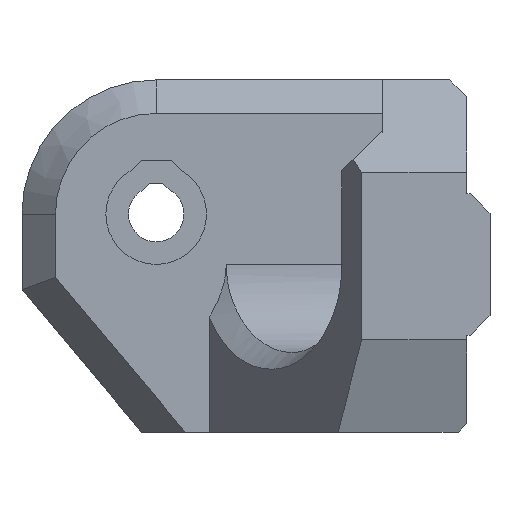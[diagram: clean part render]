
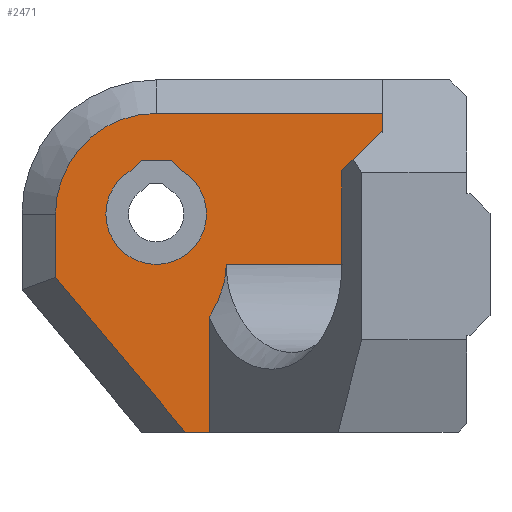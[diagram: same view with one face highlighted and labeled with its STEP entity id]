
A CAD part, front view. The second image highlights one B-rep face of the part: STEP entity #2471.
In plain terms, the highlighted planar face has unit normal (0, -1, 0).
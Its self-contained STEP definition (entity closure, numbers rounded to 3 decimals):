
#22=FACE_BOUND('',#316,.T.);
#33=B_SPLINE_CURVE_WITH_KNOTS('',3,(#3779,#3780,#3781,#3782,#3783,#3784,
#3785,#3786,#3787,#3788,#3789,#3790,#3791,#3792),.UNSPECIFIED.,.F.,.F.,
(4,2,2,2,2,2,4),(0.,0.04,0.162,0.298,
0.318,0.328,0.334),.UNSPECIFIED.);
#47=CIRCLE('',#2641,6.);
#48=CIRCLE('',#2644,3.);
#171=FACE_OUTER_BOUND('',#315,.T.);
#315=EDGE_LOOP('',(#2009,#2010,#2011,#2012,#2013,#2014,#2015,#2016,#2017));
#316=EDGE_LOOP('',(#2018,#2019,#2020,#2021));
#523=LINE('',#3813,#837);
#544=LINE('',#3856,#858);
#590=LINE('',#3949,#904);
#600=LINE('',#3971,#914);
#602=LINE('',#3975,#916);
#607=LINE('',#3987,#921);
#608=LINE('',#3989,#922);
#609=LINE('',#3994,#923);
#610=LINE('',#3996,#924);
#611=LINE('',#3997,#925);
#837=VECTOR('',#2997,10.);
#858=VECTOR('',#3028,10.);
#904=VECTOR('',#3100,10.);
#914=VECTOR('',#3128,10.);
#916=VECTOR('',#3132,10.);
#921=VECTOR('',#3145,10.);
#922=VECTOR('',#3148,10.);
#923=VECTOR('',#3151,10.);
#924=VECTOR('',#3152,10.);
#925=VECTOR('',#3153,10.);
#1112=VERTEX_POINT('',#3777);
#1113=VERTEX_POINT('',#3778);
#1115=VERTEX_POINT('',#3811);
#1131=VERTEX_POINT('',#3853);
#1132=VERTEX_POINT('',#3855);
#1169=VERTEX_POINT('',#3970);
#1170=VERTEX_POINT('',#3974);
#1172=VERTEX_POINT('',#3980);
#1173=VERTEX_POINT('',#3985);
#1174=VERTEX_POINT('',#3990);
#1175=VERTEX_POINT('',#3991);
#1176=VERTEX_POINT('',#3993);
#1177=VERTEX_POINT('',#3995);
#1382=EDGE_CURVE('',#1112,#1113,#33,.F.);
#1387=EDGE_CURVE('',#1115,#1112,#523,.T.);
#1408=EDGE_CURVE('',#1131,#1132,#544,.T.);
#1457=EDGE_CURVE('',#1131,#1113,#590,.T.);
#1468=EDGE_CURVE('',#1132,#1169,#600,.T.);
#1470=EDGE_CURVE('',#1169,#1170,#602,.T.);
#1475=EDGE_CURVE('',#1170,#1172,#47,.T.);
#1477=EDGE_CURVE('',#1172,#1173,#607,.T.);
#1478=EDGE_CURVE('',#1115,#1173,#608,.T.);
#1479=EDGE_CURVE('',#1174,#1175,#48,.T.);
#1480=EDGE_CURVE('',#1175,#1176,#609,.T.);
#1481=EDGE_CURVE('',#1176,#1177,#610,.T.);
#1482=EDGE_CURVE('',#1177,#1174,#611,.T.);
#2009=ORIENTED_EDGE('',*,*,#1477,.F.);
#2010=ORIENTED_EDGE('',*,*,#1475,.F.);
#2011=ORIENTED_EDGE('',*,*,#1470,.F.);
#2012=ORIENTED_EDGE('',*,*,#1468,.F.);
#2013=ORIENTED_EDGE('',*,*,#1408,.F.);
#2014=ORIENTED_EDGE('',*,*,#1457,.T.);
#2015=ORIENTED_EDGE('',*,*,#1382,.F.);
#2016=ORIENTED_EDGE('',*,*,#1387,.F.);
#2017=ORIENTED_EDGE('',*,*,#1478,.T.);
#2018=ORIENTED_EDGE('',*,*,#1479,.T.);
#2019=ORIENTED_EDGE('',*,*,#1480,.T.);
#2020=ORIENTED_EDGE('',*,*,#1481,.T.);
#2021=ORIENTED_EDGE('',*,*,#1482,.T.);
#2339=PLANE('',#2643);
#2471=ADVANCED_FACE('',(#171,#22),#2339,.F.);
#2641=AXIS2_PLACEMENT_3D('',#3983,#3140,#3141);
#2643=AXIS2_PLACEMENT_3D('',#3988,#3146,#3147);
#2644=AXIS2_PLACEMENT_3D('',#3992,#3149,#3150);
#2997=DIRECTION('',(-1.,0.,0.));
#3028=DIRECTION('',(-1.,0.,0.));
#3100=DIRECTION('',(0.,0.,1.));
#3128=DIRECTION('',(-0.643,0.,0.766));
#3132=DIRECTION('',(0.,0.,1.));
#3140=DIRECTION('center_axis',(0.,1.,0.));
#3141=DIRECTION('ref_axis',(-1.,0.,0.));
#3145=DIRECTION('',(1.,0.,0.));
#3146=DIRECTION('center_axis',(0.,1.,0.));
#3147=DIRECTION('ref_axis',(1.,0.,0.));
#3148=DIRECTION('',(0.,0.,1.));
#3149=DIRECTION('center_axis',(0.,1.,0.));
#3150=DIRECTION('ref_axis',(1.,0.,0.));
#3151=DIRECTION('',(0.707,0.,0.707));
#3152=DIRECTION('',(1.,0.,0.));
#3153=DIRECTION('',(0.707,0.,-0.707));
#3777=CARTESIAN_POINT('',(4.175,0.,-3.));
#3778=CARTESIAN_POINT('',(3.175,0.,-6.143));
#3779=CARTESIAN_POINT('Ctrl Pts',(3.175,0.,
-6.143));
#3780=CARTESIAN_POINT('Ctrl Pts',(3.243,0.,
-6.029));
#3781=CARTESIAN_POINT('Ctrl Pts',(3.309,0.,
-5.913));
#3782=CARTESIAN_POINT('Ctrl Pts',(3.566,0.,
-5.438));
#3783=CARTESIAN_POINT('Ctrl Pts',(3.742,0.,
-5.063));
#3784=CARTESIAN_POINT('Ctrl Pts',(4.029,0.,
-4.247));
#3785=CARTESIAN_POINT('Ctrl Pts',(4.127,0.,
-3.813));
#3786=CARTESIAN_POINT('Ctrl Pts',(4.167,0.,
-3.293));
#3787=CARTESIAN_POINT('Ctrl Pts',(4.171,0.,
-3.225));
#3788=CARTESIAN_POINT('Ctrl Pts',(4.174,0.,
-3.125));
#3789=CARTESIAN_POINT('Ctrl Pts',(4.175,0.,
-3.093));
#3790=CARTESIAN_POINT('Ctrl Pts',(4.175,0.,
-3.04));
#3791=CARTESIAN_POINT('Ctrl Pts',(4.175,0.,
-3.02));
#3792=CARTESIAN_POINT('Ctrl Pts',(4.175,0.,-3.));
#3811=CARTESIAN_POINT('',(13.5,0.,-3.));
#3813=CARTESIAN_POINT('',(13.5,0.,-3.));
#3853=CARTESIAN_POINT('',(3.175,0.,-13.));
#3855=CARTESIAN_POINT('',(1.743,0.,-13.));
#3856=CARTESIAN_POINT('',(18.5,0.,-13.));
#3949=CARTESIAN_POINT('',(3.175,0.,-7.75));
#3970=CARTESIAN_POINT('',(-6.,0.,-3.772));
#3971=CARTESIAN_POINT('',(-1.173,0.,-9.524));
#3974=CARTESIAN_POINT('',(-6.,0.,0.));
#3975=CARTESIAN_POINT('',(-6.,0.,-3.5));
#3980=CARTESIAN_POINT('',(0.,0.,6.));
#3983=CARTESIAN_POINT('Origin',(0.,0.,0.));
#3985=CARTESIAN_POINT('',(13.5,0.,6.));
#3987=CARTESIAN_POINT('',(1.375,0.,6.));
#3988=CARTESIAN_POINT('Origin',(2.75,0.,-2.5));
#3989=CARTESIAN_POINT('',(13.5,0.,-3.));
#3990=CARTESIAN_POINT('',(1.5,0.,2.598));
#3991=CARTESIAN_POINT('',(-1.5,0.,2.598));
#3992=CARTESIAN_POINT('Origin',(0.,0.,0.));
#3993=CARTESIAN_POINT('',(-0.897,0.,3.201));
#3994=CARTESIAN_POINT('',(-1.712,0.,2.386));
#3995=CARTESIAN_POINT('',(0.897,0.,3.201));
#3996=CARTESIAN_POINT('',(0.926,0.,3.201));
#3997=CARTESIAN_POINT('',(2.786,0.,1.313));
